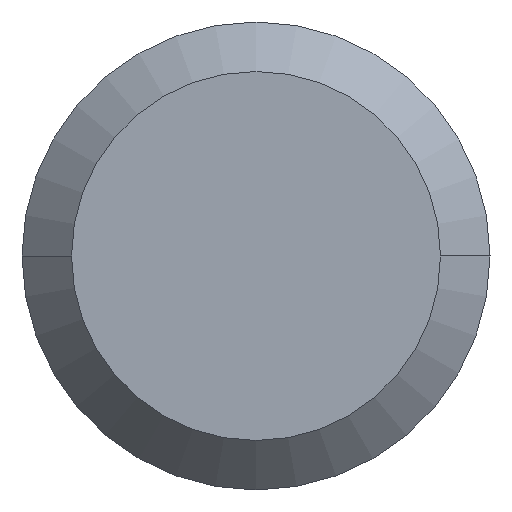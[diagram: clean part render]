
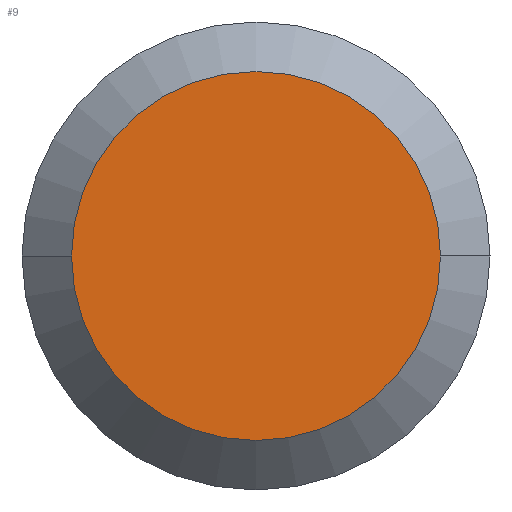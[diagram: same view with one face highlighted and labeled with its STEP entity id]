
A CAD part, left-side view. The second image highlights one B-rep face of the part: STEP entity #9.
In plain terms, the highlighted planar face has unit normal (-1, 0, 0).
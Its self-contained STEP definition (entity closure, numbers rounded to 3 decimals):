
#6 = DIRECTION ( 'NONE',  ( 1., 0., 0. ) ) ;
#9 = ADVANCED_FACE ( 'NONE', ( #384 ), #75, .T. ) ;
#26 = EDGE_CURVE ( 'NONE', #214, #236, #46, .T. ) ;
#39 = CARTESIAN_POINT ( 'NONE',  ( 0., 0., 0. ) ) ;
#41 = DIRECTION ( 'NONE',  ( -1., 0., 0. ) ) ;
#46 = CIRCLE ( 'NONE', #59, 2.365 ) ;
#51 = EDGE_CURVE ( 'NONE', #236, #214, #99, .T. ) ;
#59 = AXIS2_PLACEMENT_3D ( 'NONE', #361, #6, #220 ) ;
#75 = PLANE ( 'NONE',  #164 ) ;
#99 = CIRCLE ( 'NONE', #258, 2.365 ) ;
#111 = ORIENTED_EDGE ( 'NONE', *, *, #26, .F. ) ;
#120 = CARTESIAN_POINT ( 'NONE',  ( 0., 0., 0. ) ) ;
#147 = DIRECTION ( 'NONE',  ( 1., 0., 0. ) ) ;
#164 = AXIS2_PLACEMENT_3D ( 'NONE', #39, #41, #329 ) ;
#179 = DIRECTION ( 'NONE',  ( 0., 1., 0. ) ) ;
#213 = ORIENTED_EDGE ( 'NONE', *, *, #51, .F. ) ;
#214 = VERTEX_POINT ( 'NONE', #404 ) ;
#220 = DIRECTION ( 'NONE',  ( 0., 1., 0. ) ) ;
#236 = VERTEX_POINT ( 'NONE', #355 ) ;
#258 = AXIS2_PLACEMENT_3D ( 'NONE', #120, #147, #179 ) ;
#329 = DIRECTION ( 'NONE',  ( 0., -1., 0. ) ) ;
#355 = CARTESIAN_POINT ( 'NONE',  ( 0., -2.365, 0. ) ) ;
#361 = CARTESIAN_POINT ( 'NONE',  ( 0., 0., 0. ) ) ;
#384 = FACE_OUTER_BOUND ( 'NONE', #398, .T. ) ;
#398 = EDGE_LOOP ( 'NONE', ( #111, #213 ) ) ;
#404 = CARTESIAN_POINT ( 'NONE',  ( 0., 2.365, 0. ) ) ;
